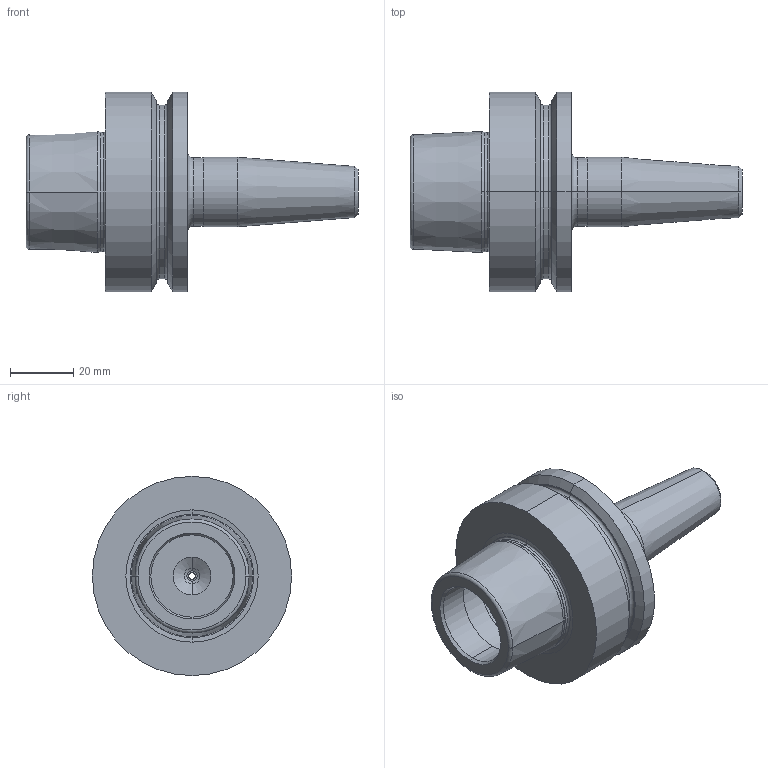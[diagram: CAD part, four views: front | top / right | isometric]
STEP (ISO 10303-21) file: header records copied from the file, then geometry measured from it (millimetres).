
FILE_DESCRIPTION (( 'STEP AP214' ), '1' );
FILE_NAME ('12.10.2018_171.05.071.002.STEP', '2018-10-12T07:13:32', ( '' ), ( '' ), 'SwSTEP 2.0', 'SolidWorks 2014', '' );
FILE_SCHEMA (( 'AUTOMOTIVE_DESIGN' ));
Length unit declared in the file: millimetre
Products named in the file (1): 12.10.2018_171.05.071.002
Bounding box: 105 x 63 x 63 mm (x, y, z)
Volume: 97690.9 mm3; surface area: 22782.9 mm2
Topology: 2 solids, 2 shells, 128 faces, 256 edges, 140 vertices
Faces by surface type: cone 44, plane 36, cylinder 32, torus 16
Entity records: 4775 total; most frequent: DIRECTION 642, CARTESIAN_POINT 603, ORIENTED_EDGE 512, AXIS2_PLACEMENT_3D 271, EDGE_CURVE 256, CIRCLE 142, VERTEX_POINT 140, EDGE_LOOP 140
